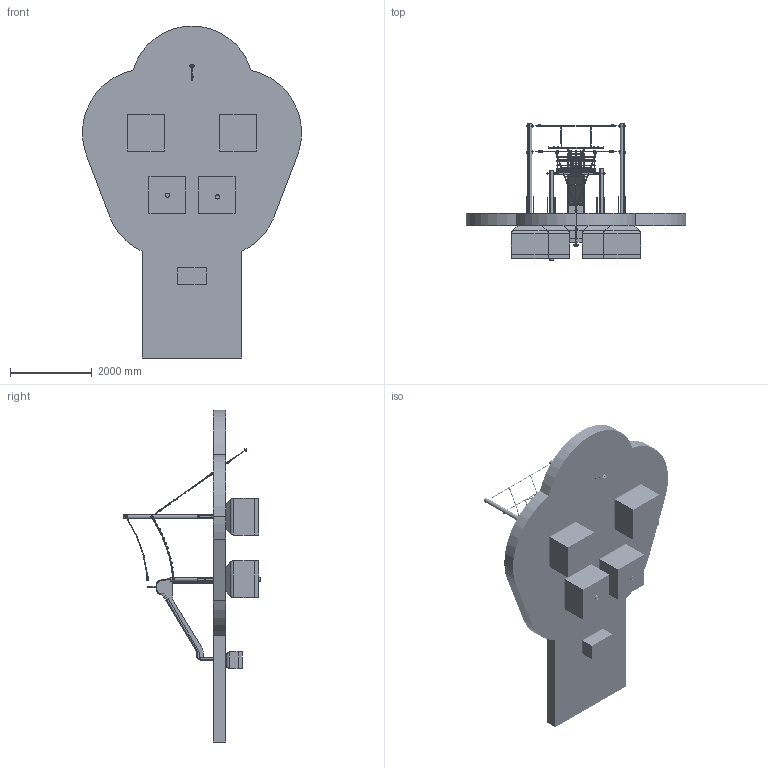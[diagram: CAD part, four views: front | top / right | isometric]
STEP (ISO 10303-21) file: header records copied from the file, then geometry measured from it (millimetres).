
FILE_DESCRIPTION (( 'STEP AP214' ), '1' );
FILE_NAME ('4591-30-10-komplett.STEP', '2019-02-05T15:46:22', ( '' ), ( '' ), 'SwSTEP 2.0', 'SolidWorks 2018', '' );
FILE_SCHEMA (( 'AUTOMOTIVE_DESIGN' ));
Length unit declared in the file: millimetre
Products named in the file (60): Sicherung (3) von 6er Kettenglied_VA; Rutsche gr黱_Standard<Wie bearbeitet>; Knotenkugel-ohne; 457-06 - Kunststoff Kausche gr黱; Sicherheitsbereich 4591-30-10-R; 70-02 - T-Stück fest; 4591-30-11-R Netz_Standard<Wie bearbeitet>; Sicherheitslache 4591-1-R - Origianl; Seil rot 4591-30-11-R; Traverse 4591-30-11R; -15-ZsmbPfosten-4591-30-2; 6er Kettenglied_Standard<Wie bearbeitet>; flat countersunk trim head tapping screw_ai_FLATCKTT 0.216-14-type I-AB-1.625-N; hex nut gradec_din_Hexagon Nut ISO 4034 - M16 - N; DIN 976-1 -- M16x1.5 x 220  A--  N_DIN 976-1 -- M16x1.5 x 220  A--  N; Seil rot 4591-30-11-Rkurze Seite; Flanschplatte + Mutter; DIN 6912 - M8 x 60 --- 22N_DIN 6912 - M8 x 60 --- 22N; 6 Glieder 6er Kette; 6er Kettengliedkurze Seite; Traverse; DIN 6340-8.4_DIN 6340-8.4; 6er Kettenglied_1; 6 Glieder 6er Kettekurze Seite; Fundamente 4x 4591-30-10; DIN 1587 - M16 --NUC_DIN 1587 - M16 --NUC; 55-02-06-08 - Kettenschäkel; 6er Kettenglied_1kurze Seite; Fundamente 4591-30-10-R ; 457-01 - Kunststoff Kausche rot; 55-02-06-08 - Kettenschäkelkurze Seite; Fundamente 4591-30-10-R  - großer Abstand; DIN 7349-17-St_DIN 7349-17-St; Seil rot 1850 4591-30-11_Standard<Wie bearbeitet>; 457-01 - Kunststoff Kausche rotkurze Seite; Einschrauberdanker_Standard<Wie bearbeitet>; Seil gelb 250 4591-30-11-R_Standard<Wie bearbeitet>; Seil gelb 900 4591-30-11-R_Standard<Wie bearbeitet>; Seil rot 1850 4591-30-11kurze Seite_Standard<Wie bearbeitet>; 4591-30-10-komplett ...
Assembly tree (254 placements, depth 5):
  4591-30-10-komplett
    Fundamente 4x 4591-30-10
      Fundamente 4591-30-10-R  - großer Abstand
      Fundamente 4591-30-10-R 
    Traverse 4591-30-11R
      Traverse
      Flanschplatte + Mutter  x2
      hex nut gradec_din_Hexagon Nut ISO 4034 - M16 - N  x2
    Sicherheitslache 4591-1-R - Origianl  x8
    Sicherheitsbereich 4591-30-10-R
    Rutsche gr黱_Standard<Wie bearbeitet>
    Vordere Scheibe  x6
    Hintere Scheibe  x6
    Bogennetz rot 4591-30-11-R
      Bogenseil rot 4591-30-11-R_Standard<Wie bearbeitet>
      Bogenseil rot 4591-30-11-R_Standard<Wie bearbeitet>
      Bogenseil rot 4591-30-11-R_Standard<Wie bearbeitet>
      Bogenseil rot 4591-30-11-R_Standard<Wie bearbeitet>
      Bogenseil rot 4591-30-11-R_Standard<Wie bearbeitet>
      Seil gelb 900 4591-30-11-R_Standard<Wie bearbeitet>  x5
      Seil gelb 250 4591-30-11-R_Standard<Wie bearbeitet>  x7
      Seil rot 4591-30-11-R  x2
        Seil rot 1850 4591-30-11_Standard<Wie bearbeitet>
        457-01 - Kunststoff Kausche rot
        55-02-06-08 - Kettenschäkel
        6 Glieder 6er Kette
          6er Kettenglied_1  x4
        6er Kettenglied_Standard<Wie bearbeitet>
      70-02 - T-Stück fest  x31
      Knotenkugel-ohne  x27
      Bogenseil rot 4591-30-11-R_Standard<Wie bearbeitet>  x2
    6er Gabelkopf  x5
    461 - Kettenadapter mit 3 Glieder 6er KetteNEU2f  x5
      6er Kettenglied2f
      Sicherung (8) von Kettenadapter ohne Kette2f
    Seil rot 4591-30-11-Rkurze Seite
      Seil rot 1850 4591-30-11kurze Seite_Standard<Wie bearbeitet>
      457-01 - Kunststoff Kausche rotkurze Seite  x2
      55-02-06-08 - Kettenschäkelkurze Seite  x2
      6 Glieder 6er Kettekurze Seite  x2
        6er Kettenglied_1kurze Seite
      6er Kettengliedkurze Seite  x4
    70-02 - T-Stück fest  x2
    6er Kettenglied2f  x12
    flat countersunk trim head tapping screw_ai_FLATCKTT 0.216-14-type I-AB-1.625-N  x30
    Aufstiegsnetz 4591-30-11-R
      4591-30-11-R Netz_Standard<Wie bearbeitet>
      457-06 - Kunststoff Kausche gr黱
      55-02-06-08 - Kettenschäkel
      6er_Kette_400mmlg
        Sicherung (3) von 6er Kettenglied_VA  x18
      Knotenkugel-ohne  x2
      70-02 - T-Stück fest  x2
    Fundamente für grüne Rutsche
    Q-Kettendrehwirbel
      KettendrehwirbelTeil2
      KettendrehwirbelTeil!
    55-02-08 - Schäkel M8 geschweift
    Einschrauberdanker_Standard<Wie bearbeitet>
    DIN 7349-17-St_DIN 7349-17-St  x2
Bounding box: 5348 x 3354.04 x 8097.79 mm (x, y, z)
Volume: 11223983417.8 mm3; surface area: 105342510.8 mm2
Topology: 329 solids, 329 shells, 7842 faces, 19558 edges, 11621 vertices
Faces by surface type: cylinder 2627, plane 1989, torus 1519, cone 988, bspline 603, sphere 116
Entity records: 81140 total; most frequent: CARTESIAN_POINT 32819, DIRECTION 8372, ORIENTED_EDGE 8328, EDGE_CURVE 4164, AXIS2_PLACEMENT_3D 3320, VERTEX_POINT 2545, EDGE_LOOP 1873, ADVANCED_FACE 1773
